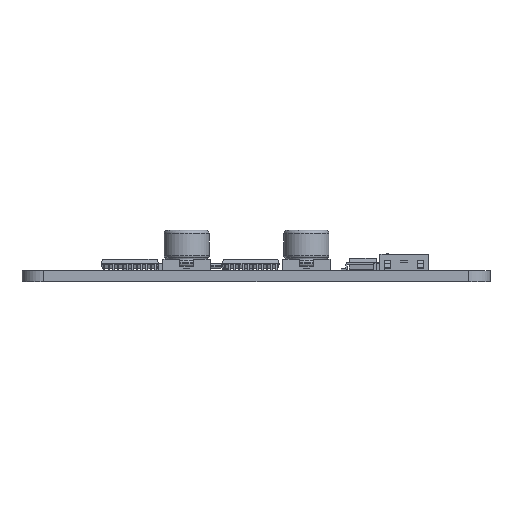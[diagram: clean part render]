
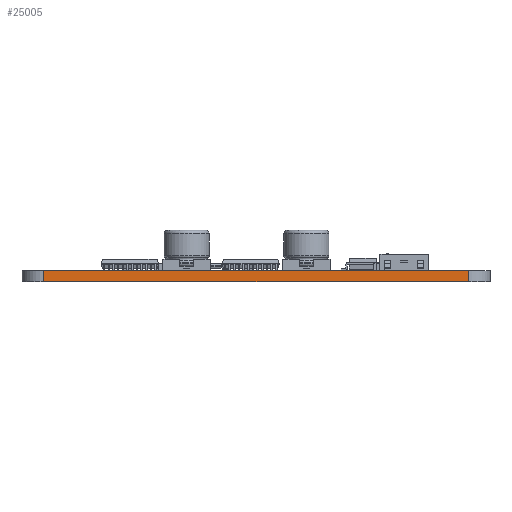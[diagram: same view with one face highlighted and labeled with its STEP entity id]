
A CAD part, front view. The second image highlights one B-rep face of the part: STEP entity #25005.
In plain terms, the highlighted planar face has unit normal (0, -1, 0).
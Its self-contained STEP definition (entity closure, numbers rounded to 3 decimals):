
#697=PLANE('',#27002);
#1753=FACE_OUTER_BOUND('',#3090,.T.);
#3090=EDGE_LOOP('',(#17592,#17593,#17594,#17595));
#4944=LINE('',#37590,#7414);
#4945=LINE('',#37593,#7415);
#4946=LINE('',#37595,#7416);
#4947=LINE('',#37596,#7417);
#7414=VECTOR('',#30487,10.);
#7415=VECTOR('',#30490,10.);
#7416=VECTOR('',#30491,10.);
#7417=VECTOR('',#30492,10.);
#11196=VERTEX_POINT('',#37586);
#11197=VERTEX_POINT('',#37588);
#11198=VERTEX_POINT('',#37592);
#11199=VERTEX_POINT('',#37594);
#13790=EDGE_CURVE('',#11196,#11197,#4944,.T.);
#13791=EDGE_CURVE('',#11198,#11196,#4945,.T.);
#13792=EDGE_CURVE('',#11199,#11197,#4946,.T.);
#13793=EDGE_CURVE('',#11198,#11199,#4947,.T.);
#17592=ORIENTED_EDGE('',*,*,#13791,.T.);
#17593=ORIENTED_EDGE('',*,*,#13790,.T.);
#17594=ORIENTED_EDGE('',*,*,#13792,.F.);
#17595=ORIENTED_EDGE('',*,*,#13793,.F.);
#25005=ADVANCED_FACE('',(#1753),#697,.T.);
#27002=AXIS2_PLACEMENT_3D('',#37591,#30488,#30489);
#30487=DIRECTION('',(0.,0.,1.));
#30488=DIRECTION('center_axis',(0.,-1.,0.));
#30489=DIRECTION('ref_axis',(1.,0.,0.));
#30490=DIRECTION('',(1.,0.,0.));
#30491=DIRECTION('',(1.,0.,0.));
#30492=DIRECTION('',(0.,0.,1.));
#37586=CARTESIAN_POINT('',(62.,-1.27,0.));
#37588=CARTESIAN_POINT('',(62.,-1.27,1.57));
#37590=CARTESIAN_POINT('',(62.,-1.27,0.));
#37591=CARTESIAN_POINT('Origin',(3.,-1.27,0.));
#37592=CARTESIAN_POINT('',(3.,-1.27,0.));
#37593=CARTESIAN_POINT('',(3.,-1.27,0.));
#37594=CARTESIAN_POINT('',(3.,-1.27,1.57));
#37595=CARTESIAN_POINT('',(3.,-1.27,1.57));
#37596=CARTESIAN_POINT('',(3.,-1.27,0.));
